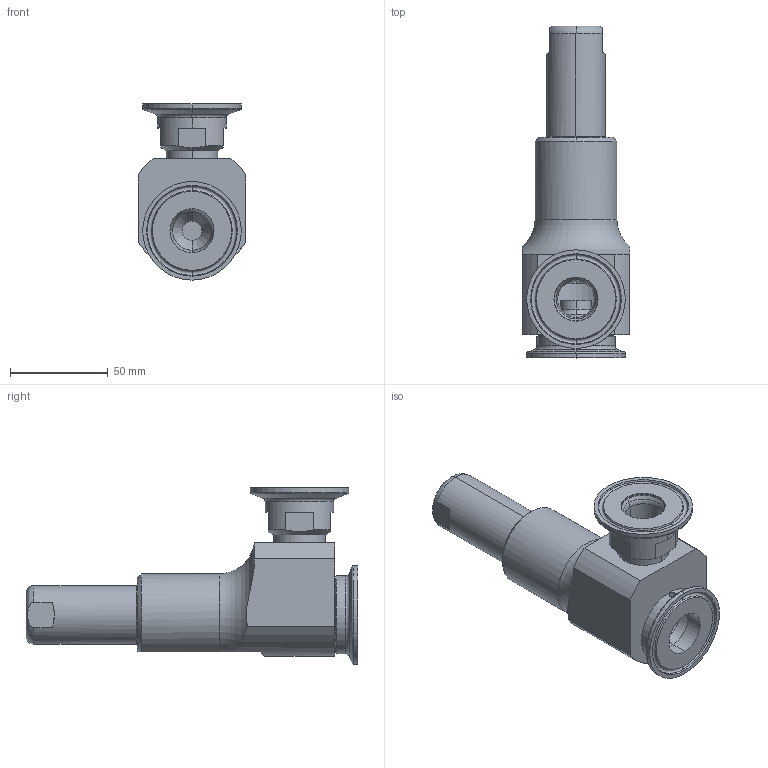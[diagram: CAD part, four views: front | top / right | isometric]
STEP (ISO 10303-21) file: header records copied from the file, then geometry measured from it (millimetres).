
FILE_DESCRIPTION((''),'2;1');
FILE_NAME('10000484223_G3D_000_ASM','2020-02-12T13:06:51',('Stumpenhagen'),(''),'CREO PARAMETRIC BY PTC INC, 2019030','CREO PARAMETRIC BY PTC INC, 2019030','');
FILE_SCHEMA(('CONFIG_CONTROL_DESIGN'));
Length unit declared in the file: millimetre
Products named in the file (5): 10000484224_G3D_000; 10000484225_G3D_000; 10000484226_G3D_000; 10000484227_G3D_000; 10000484223_G3D_000_ASM
Assembly tree (4 placements, depth 2):
  10000484223_G3D_000_ASM
    10000484224_G3D_000
    10000484225_G3D_000
    10000484226_G3D_000
    10000484227_G3D_000
Bounding box: 55 x 170 x 90.25 mm (x, y, z)
Volume: 193195.1 mm3; surface area: 61709.9 mm2
Topology: 4 solids, 4 shells, 242 faces, 569 edges, 354 vertices
Faces by surface type: plane 100, cylinder 73, torus 35, cone 32, bspline 2
Entity records: 7330 total; most frequent: CARTESIAN_POINT 1503, DIRECTION 1284, ORIENTED_EDGE 1134, EDGE_CURVE 567, AXIS2_PLACEMENT_3D 500, VERTEX_POINT 354, VECTOR 284, LINE 284
